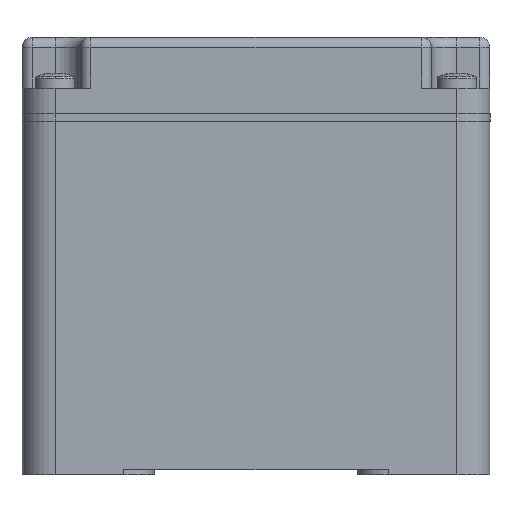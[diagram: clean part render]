
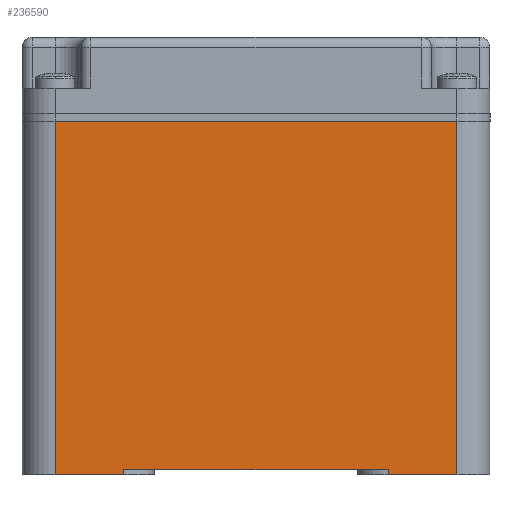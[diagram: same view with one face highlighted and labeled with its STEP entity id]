
A CAD part, front view. The second image highlights one B-rep face of the part: STEP entity #236590.
In plain terms, the highlighted planar face has unit normal (0, -1, 0).
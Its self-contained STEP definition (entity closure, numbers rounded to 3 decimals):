
#195360=CARTESIAN_POINT('',(84.966,-120.755,0.));
#195370=VERTEX_POINT('',#195360);
#195400=CARTESIAN_POINT('',(0.,-120.755,0.));
#195410=DIRECTION('',(1.,0.,0.));
#195420=VECTOR('',#195410,1.);
#195430=LINE('',#195400,#195420);
#195440=CARTESIAN_POINT('',(98.466,-120.755,0.));
#195450=VERTEX_POINT('',#195440);
#195460=EDGE_CURVE('',#195370,#195450,#195430,.T.);
#198630=CARTESIAN_POINT('',(32.966,-120.755,1.));
#198640=VERTEX_POINT('',#198630);
#198670=CARTESIAN_POINT('',(0.,-120.755,1.));
#198680=DIRECTION('',(-1.,0.,0.));
#198690=VECTOR('',#198680,1.);
#198700=LINE('',#198670,#198690);
#198710=CARTESIAN_POINT('',(84.966,-120.755,1.));
#198720=VERTEX_POINT('',#198710);
#198730=EDGE_CURVE('',#198720,#198640,#198700,.T.);
#200760=CARTESIAN_POINT('',(32.966,-120.755,0.));
#200770=VERTEX_POINT('',#200760);
#201250=CARTESIAN_POINT('',(19.466,-120.755,0.));
#201260=VERTEX_POINT('',#201250);
#201290=EDGE_CURVE('',#201260,#200770,#195430,.T.);
#236150=CARTESIAN_POINT('',(0.,-120.755,69.5));
#236160=DIRECTION('',(-0.,-1.,-0.));
#236170=DIRECTION('',(-1.,0.,0.));
#236180=AXIS2_PLACEMENT_3D('',#236150,#236160,#236170);
#236190=PLANE('',#236180);
#236200=ORIENTED_EDGE('',*,*,#198730,.F.);
#236210=CARTESIAN_POINT('',(32.966,-120.755,0.));
#236220=DIRECTION('',(0.,0.,1.));
#236230=VECTOR('',#236220,1.);
#236240=LINE('',#236210,#236230);
#236250=EDGE_CURVE('',#200770,#198640,#236240,.T.);
#236260=ORIENTED_EDGE('',*,*,#236250,.T.);
#236270=ORIENTED_EDGE('',*,*,#201290,.T.);
#236280=CARTESIAN_POINT('',(19.466,-120.755,0.));
#236290=DIRECTION('',(0.,0.,1.));
#236300=VECTOR('',#236290,1.);
#236310=LINE('',#236280,#236300);
#236320=CARTESIAN_POINT('',(19.466,-120.755,69.5));
#236330=VERTEX_POINT('',#236320);
#236340=EDGE_CURVE('',#201260,#236330,#236310,.T.);
#236350=ORIENTED_EDGE('',*,*,#236340,.F.);
#236360=CARTESIAN_POINT('',(0.,-120.755,69.5));
#236370=DIRECTION('',(1.,0.,0.));
#236380=VECTOR('',#236370,1.);
#236390=LINE('',#236360,#236380);
#236400=CARTESIAN_POINT('',(98.466,-120.755,69.5));
#236410=VERTEX_POINT('',#236400);
#236420=EDGE_CURVE('',#236330,#236410,#236390,.T.);
#236430=ORIENTED_EDGE('',*,*,#236420,.F.);
#236440=CARTESIAN_POINT('',(98.466,-120.755,0.));
#236450=DIRECTION('',(0.,0.,1.));
#236460=VECTOR('',#236450,1.);
#236470=LINE('',#236440,#236460);
#236480=EDGE_CURVE('',#195450,#236410,#236470,.T.);
#236490=ORIENTED_EDGE('',*,*,#236480,.T.);
#236500=ORIENTED_EDGE('',*,*,#195460,.T.);
#236510=CARTESIAN_POINT('',(84.966,-120.755,0.));
#236520=DIRECTION('',(0.,0.,1.));
#236530=VECTOR('',#236520,1.);
#236540=LINE('',#236510,#236530);
#236550=EDGE_CURVE('',#195370,#198720,#236540,.T.);
#236560=ORIENTED_EDGE('',*,*,#236550,.F.);
#236570=EDGE_LOOP('',(#236560,#236500,#236490,#236430,#236350,#236270,
#236260,#236200));
#236580=FACE_OUTER_BOUND('',#236570,.T.);
#236590=ADVANCED_FACE('',(#236580),#236190,.T.);
